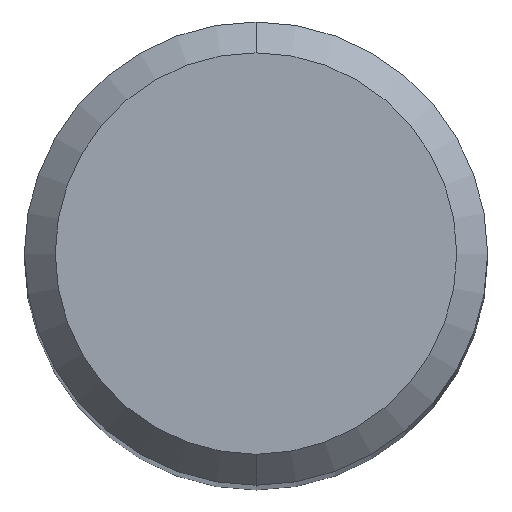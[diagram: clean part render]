
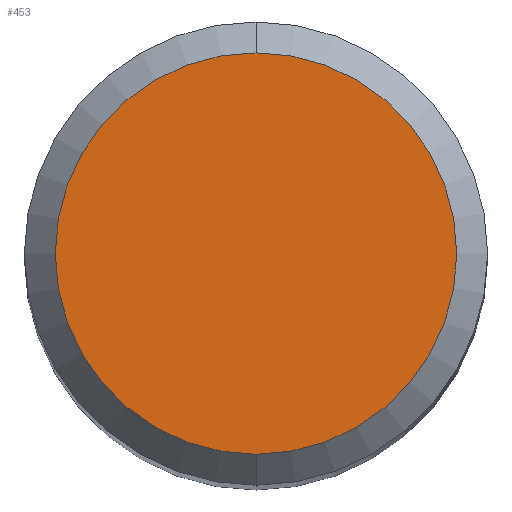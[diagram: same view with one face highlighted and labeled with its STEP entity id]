
A CAD part, top view. The second image highlights one B-rep face of the part: STEP entity #453.
In plain terms, the highlighted planar face has unit normal (0, 0, 1).
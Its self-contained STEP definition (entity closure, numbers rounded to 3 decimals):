
#251=EDGE_CURVE('',#417,#391,#574,.T.);
#331=EDGE_CURVE('',#391,#417,#668,.T.);
#391=VERTEX_POINT('',#731);
#417=VERTEX_POINT('',#758);
#453=ADVANCED_FACE('',(#796),#797,.T.);
#574=CIRCLE('',#1038,2.6);
#668=CIRCLE('',#1222,2.6);
#731=CARTESIAN_POINT('',(0.0,2.6,0.0));
#758=CARTESIAN_POINT('',(0.,-2.6,0.0));
#796=FACE_OUTER_BOUND('',#1435,.T.);
#797=PLANE('',#1436);
#1038=AXIS2_PLACEMENT_3D('',#1573,#1574,#1575);
#1222=AXIS2_PLACEMENT_3D('',#1721,#1722,#1723);
#1435=EDGE_LOOP('',(#1821,#1822));
#1436=AXIS2_PLACEMENT_3D('',#1823,#1824,#1825);
#1573=CARTESIAN_POINT('',(0.0,0.0,0.0));
#1574=DIRECTION('',(0.0,0.0,-1.0));
#1575=DIRECTION('',(0.0,1.0,0.0));
#1721=CARTESIAN_POINT('',(0.0,0.0,0.0));
#1722=DIRECTION('',(0.0,0.0,-1.0));
#1723=DIRECTION('',(0.0,1.0,0.0));
#1821=ORIENTED_EDGE('',*,*,#331,.F.);
#1822=ORIENTED_EDGE('',*,*,#251,.F.);
#1823=CARTESIAN_POINT('',(0.0,1.3,0.0));
#1824=DIRECTION('',(-0.0,0.0,1.0));
#1825=DIRECTION('',(0.0,-1.0,0.0));
